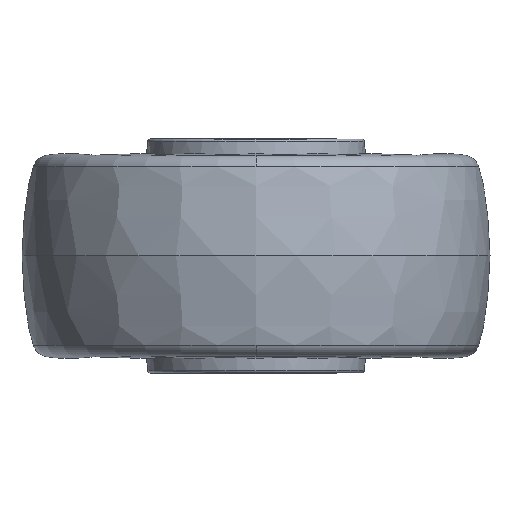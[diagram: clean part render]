
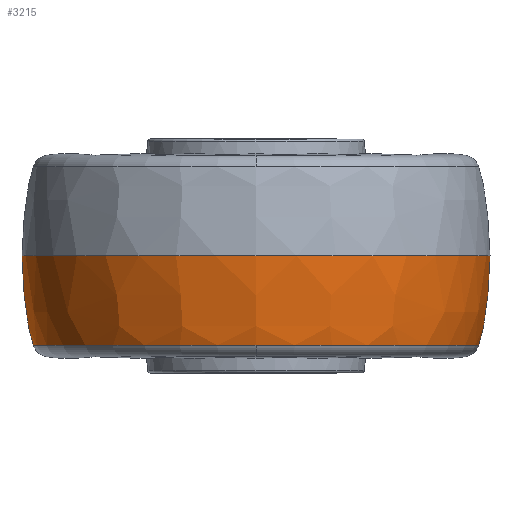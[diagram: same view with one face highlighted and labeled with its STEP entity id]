
A CAD part, left-side view. The second image highlights one B-rep face of the part: STEP entity #3215.
In plain terms, the highlighted free-form (B-spline) face has degree [3, 3] with [4, 4] control points.
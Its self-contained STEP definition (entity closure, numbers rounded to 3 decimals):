
#25 = CARTESIAN_POINT ( 'NONE',  ( 0., -38.057, -15.292 ) ) ;
#49 = ORIENTED_EDGE ( 'NONE', *, *, #2681, .F. ) ;
#55 = CARTESIAN_POINT ( 'NONE',  ( -78.16, 39.08, -12.426 ) ) ;
#82 = CARTESIAN_POINT ( 'NONE',  ( -79.707, -39.854, -6.975 ) ) ;
#88 = CARTESIAN_POINT ( 'NONE',  ( 0., -40., 0. ) ) ;
#104 = CARTESIAN_POINT ( 'NONE',  ( 0., 38.057, -15.292 ) ) ;
#160 = EDGE_CURVE ( 'NONE', #313, #1587, #892, .T. ) ;
#313 = VERTEX_POINT ( 'NONE', #88 ) ;
#321 =( BOUNDED_CURVE ( )  B_SPLINE_CURVE ( 3, ( #786, #3274, #1088, #1634 ),
 .UNSPECIFIED., .F., .T. ) 
 B_SPLINE_CURVE_WITH_KNOTS ( ( 4, 4 ),
 ( 0., 1. ),
 .UNSPECIFIED. ) 
 CURVE ( )  GEOMETRIC_REPRESENTATION_ITEM ( )  RATIONAL_B_SPLINE_CURVE ( ( 0.984, 0.808, 0.719, 0.72 ) ) 
 REPRESENTATION_ITEM ( '' )  );
#338 = CARTESIAN_POINT ( 'NONE',  ( 0., -38.057, -15.292 ) ) ;
#349 = CARTESIAN_POINT ( 'NONE',  ( -76.114, 38.057, -15.292 ) ) ;
#388 = CARTESIAN_POINT ( 'NONE',  ( 0., 39.854, -6.975 ) ) ;
#473 = AXIS2_PLACEMENT_3D ( 'NONE', #2037, #3155, #3182 ) ;
#505 = VERTEX_POINT ( 'NONE', #104 ) ;
#517 = CARTESIAN_POINT ( 'NONE',  ( 0., 0., -15.292 ) ) ;
#786 = CARTESIAN_POINT ( 'NONE',  ( 0., -38.057, -15.292 ) ) ;
#858 = CARTESIAN_POINT ( 'NONE',  ( 0., 38.057, -15.292 ) ) ;
#872 = ORIENTED_EDGE ( 'NONE', *, *, #1294, .F. ) ;
#884 = CARTESIAN_POINT ( 'NONE',  ( -76.114, -38.057, -15.292 ) ) ;
#892 = CIRCLE ( 'NONE', #1553, 40. ) ;
#895 = VERTEX_POINT ( 'NONE', #25 ) ;
#1088 = CARTESIAN_POINT ( 'NONE',  ( 0., -39.854, -6.975 ) ) ;
#1209 = CARTESIAN_POINT ( 'NONE',  ( -80., -40., 0. ) ) ;
#1294 = EDGE_CURVE ( 'NONE', #2579, #505, #1954, .T. ) ;
#1422 = ORIENTED_EDGE ( 'NONE', *, *, #3617, .F. ) ;
#1435 = CARTESIAN_POINT ( 'NONE',  ( 0., -39.854, -6.975 ) ) ;
#1463 = CARTESIAN_POINT ( 'NONE',  ( 0., -40., 0. ) ) ;
#1487 = CARTESIAN_POINT ( 'NONE',  ( 0., 39.08, -12.426 ) ) ;
#1553 = AXIS2_PLACEMENT_3D ( 'NONE', #1565, #2335, #2694 ) ;
#1565 = CARTESIAN_POINT ( 'NONE',  ( 0., 0., 0. ) ) ;
#1587 = VERTEX_POINT ( 'NONE', #1921 ) ;
#1634 = CARTESIAN_POINT ( 'NONE',  ( 0., -40., 0. ) ) ;
#1639 = DIRECTION ( 'NONE',  ( 0., 0., -1. ) ) ;
#1643 = EDGE_CURVE ( 'NONE', #895, #313, #321, .T. ) ;
#1743 = CARTESIAN_POINT ( 'NONE',  ( -79.707, 39.854, -6.975 ) ) ;
#1835 = CARTESIAN_POINT ( 'NONE',  ( 0., 39.08, -12.426 ) ) ;
#1885 = CARTESIAN_POINT ( 'NONE',  ( -38.057, 0., -15.292 ) ) ;
#1921 = CARTESIAN_POINT ( 'NONE',  ( 0., 40., 0. ) ) ;
#1954 = CIRCLE ( 'NONE', #473, 38.057 ) ;
#2011 = ORIENTED_EDGE ( 'NONE', *, *, #160, .T. ) ;
#2033 = ORIENTED_EDGE ( 'NONE', *, *, #1643, .T. ) ;
#2037 = CARTESIAN_POINT ( 'NONE',  ( 0., 0., -15.292 ) ) ;
#2258 = CIRCLE ( 'NONE', #2741, 38.057 ) ;
#2335 = DIRECTION ( 'NONE',  ( 0., 0., -1. ) ) ;
#2396 = CARTESIAN_POINT ( 'NONE',  ( 0., 40., 0. ) ) ;
#2579 = VERTEX_POINT ( 'NONE', #1885 ) ;
#2589 = CARTESIAN_POINT ( 'NONE',  ( 0., 40., 0. ) ) ;
#2593 = EDGE_LOOP ( 'NONE', ( #49, #2033, #2011, #1422, #872 ) ) ;
#2681 = EDGE_CURVE ( 'NONE', #895, #2579, #2258, .T. ) ;
#2694 = DIRECTION ( 'NONE',  ( -1., 0., 0. ) ) ;
#2695 = CARTESIAN_POINT ( 'NONE',  ( 0., 38.057, -15.292 ) ) ;
#2741 = AXIS2_PLACEMENT_3D ( 'NONE', #517, #1639, #2774 ) ;
#2774 = DIRECTION ( 'NONE',  ( -1., 0., 0. ) ) ;
#2962 =( BOUNDED_SURFACE ( )  B_SPLINE_SURFACE ( 3, 3, ( 
 ( #338, #884, #349, #858 ),
 ( #3115, #3148, #55, #1487 ),
 ( #1435, #82, #1743, #3425 ),
 ( #1463, #1209, #3440, #2589 ) ),
 .UNSPECIFIED., .F., .F., .T. ) 
 B_SPLINE_SURFACE_WITH_KNOTS ( ( 4, 4 ),
 ( 4, 4 ),
 ( 0., 1. ),
 ( 0., 1. ),
 .UNSPECIFIED. ) 
 GEOMETRIC_REPRESENTATION_ITEM ( )  RATIONAL_B_SPLINE_SURFACE ( (
 ( 0.984, 0.328, 0.328, 0.984),
 ( 0.808, 0.269, 0.269, 0.808),
 ( 0.719, 0.24, 0.24, 0.719),
 ( 0.72, 0.24, 0.24, 0.72) ) ) 
 REPRESENTATION_ITEM ( '' )  SURFACE ( )  );
#3115 = CARTESIAN_POINT ( 'NONE',  ( 0., -39.08, -12.426 ) ) ;
#3126 = FACE_OUTER_BOUND ( 'NONE', #2593, .T. ) ;
#3148 = CARTESIAN_POINT ( 'NONE',  ( -78.16, -39.08, -12.426 ) ) ;
#3155 = DIRECTION ( 'NONE',  ( 0., 0., -1. ) ) ;
#3182 = DIRECTION ( 'NONE',  ( -1., 0., 0. ) ) ;
#3215 = ADVANCED_FACE ( 'NONE', ( #3126 ), #2962, .T. ) ;
#3274 = CARTESIAN_POINT ( 'NONE',  ( 0., -39.08, -12.426 ) ) ;
#3425 = CARTESIAN_POINT ( 'NONE',  ( 0., 39.854, -6.975 ) ) ;
#3436 =( BOUNDED_CURVE ( )  B_SPLINE_CURVE ( 3, ( #2695, #1835, #388, #2396 ),
 .UNSPECIFIED., .F., .T. ) 
 B_SPLINE_CURVE_WITH_KNOTS ( ( 4, 4 ),
 ( 0., 1. ),
 .UNSPECIFIED. ) 
 CURVE ( )  GEOMETRIC_REPRESENTATION_ITEM ( )  RATIONAL_B_SPLINE_CURVE ( ( 0.984, 0.808, 0.719, 0.72 ) ) 
 REPRESENTATION_ITEM ( '' )  );
#3440 = CARTESIAN_POINT ( 'NONE',  ( -80., 40., 0. ) ) ;
#3617 = EDGE_CURVE ( 'NONE', #505, #1587, #3436, .T. ) ;
